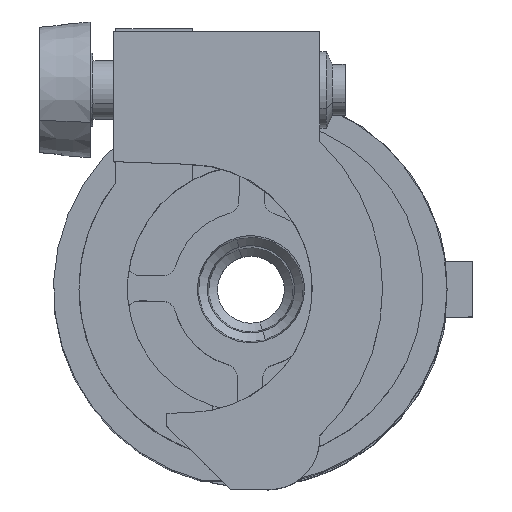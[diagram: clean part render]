
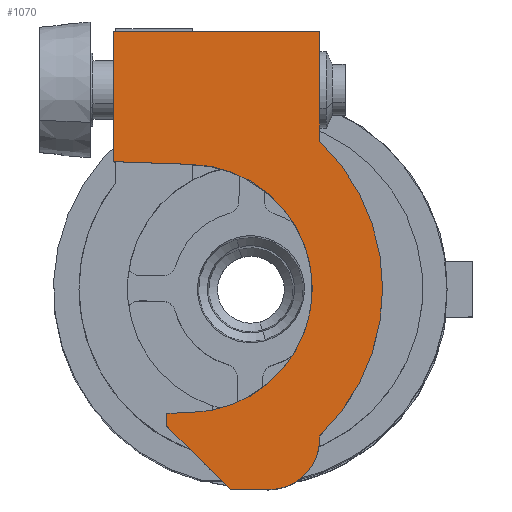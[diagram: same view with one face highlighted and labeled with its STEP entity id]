
A CAD part, top view. The second image highlights one B-rep face of the part: STEP entity #1070.
In plain terms, the highlighted planar face has unit normal (0, 0, 1).
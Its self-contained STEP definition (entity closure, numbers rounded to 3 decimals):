
#858=AXIS2_PLACEMENT_3D('Circle Axis2P3D',#856,#857,$) ;
#909=AXIS2_PLACEMENT_3D('Circle Axis2P3D',#907,#908,$) ;
#1025=AXIS2_PLACEMENT_3D('Plane Axis2P3D',#1022,#1023,#1024) ;
#1048=AXIS2_PLACEMENT_3D('Circle Axis2P3D',#1046,#1047,$) ;
#575=CARTESIAN_POINT('Vertex',(7.5,0.,46.1)) ;
#578=CARTESIAN_POINT('Line Origine',(6.25,1.25,46.1)) ;
#582=CARTESIAN_POINT('Vertex',(5.,2.5,46.1)) ;
#676=CARTESIAN_POINT('Vertex',(2.9,18.,46.1)) ;
#679=CARTESIAN_POINT('Line Origine',(6.95,18.,46.1)) ;
#683=CARTESIAN_POINT('Vertex',(11.,18.,46.1)) ;
#714=CARTESIAN_POINT('Line Origine',(11.,15.841,46.1)) ;
#718=CARTESIAN_POINT('Vertex',(11.,13.683,46.1)) ;
#825=CARTESIAN_POINT('Vertex',(11.,2.117,46.1)) ;
#828=CARTESIAN_POINT('Line Origine',(11.,2.059,46.1)) ;
#832=CARTESIAN_POINT('Vertex',(11.,2.,46.1)) ;
#856=CARTESIAN_POINT('Axis2P3D Location',(9.,2.,46.1)) ;
#860=CARTESIAN_POINT('Vertex',(9.,0.,46.1)) ;
#880=CARTESIAN_POINT('Line Origine',(8.25,0.,46.1)) ;
#904=CARTESIAN_POINT('Vertex',(5.9,3.027,46.1)) ;
#907=CARTESIAN_POINT('Axis2P3D Location',(5.838,7.9,46.1)) ;
#911=CARTESIAN_POINT('Vertex',(5.9,12.773,46.1)) ;
#1022=CARTESIAN_POINT('Axis2P3D Location',(2.9,0.,46.1)) ;
#1027=CARTESIAN_POINT('Line Origine',(4.4,12.826,46.1)) ;
#1031=CARTESIAN_POINT('Vertex',(2.9,12.878,46.1)) ;
#1034=CARTESIAN_POINT('Line Origine',(5.45,3.011,46.1)) ;
#1038=CARTESIAN_POINT('Vertex',(5.,2.995,46.1)) ;
#1041=CARTESIAN_POINT('Line Origine',(5.,2.748,46.1)) ;
#1046=CARTESIAN_POINT('Axis2P3D Location',(5.472,7.9,46.1)) ;
#1051=CARTESIAN_POINT('Line Origine',(2.9,15.439,46.1)) ;
#579=DIRECTION('Vector Direction',(-0.707,0.707,0.)) ;
#680=DIRECTION('Vector Direction',(-1.,0.,0.)) ;
#715=DIRECTION('Vector Direction',(0.,1.,0.)) ;
#829=DIRECTION('Vector Direction',(0.,1.,0.)) ;
#857=DIRECTION('Axis2P3D Direction',(0.,0.,-1.)) ;
#881=DIRECTION('Vector Direction',(1.,0.,0.)) ;
#908=DIRECTION('Axis2P3D Direction',(0.,0.,1.)) ;
#1023=DIRECTION('Axis2P3D Direction',(0.,0.,-1.)) ;
#1024=DIRECTION('Axis2P3D XDirection',(0.,1.,0.)) ;
#1028=DIRECTION('Vector Direction',(0.999,-0.035,0.)) ;
#1035=DIRECTION('Vector Direction',(0.999,0.035,0.)) ;
#1042=DIRECTION('Vector Direction',(0.,-1.,0.)) ;
#1047=DIRECTION('Axis2P3D Direction',(0.,0.,-1.)) ;
#1052=DIRECTION('Vector Direction',(0.,-1.,0.)) ;
#580=VECTOR('Line Direction',#579,1.) ;
#681=VECTOR('Line Direction',#680,1.) ;
#716=VECTOR('Line Direction',#715,1.) ;
#830=VECTOR('Line Direction',#829,1.) ;
#882=VECTOR('Line Direction',#881,1.) ;
#1029=VECTOR('Line Direction',#1028,1.) ;
#1036=VECTOR('Line Direction',#1035,1.) ;
#1043=VECTOR('Line Direction',#1042,1.) ;
#1053=VECTOR('Line Direction',#1052,1.) ;
#1057=ORIENTED_EDGE('',*,*,#1033,.T.) ;
#1058=ORIENTED_EDGE('',*,*,#913,.T.) ;
#1059=ORIENTED_EDGE('',*,*,#1040,.F.) ;
#1060=ORIENTED_EDGE('',*,*,#1045,.F.) ;
#1061=ORIENTED_EDGE('',*,*,#584,.F.) ;
#1062=ORIENTED_EDGE('',*,*,#884,.F.) ;
#1063=ORIENTED_EDGE('',*,*,#862,.F.) ;
#1064=ORIENTED_EDGE('',*,*,#834,.F.) ;
#1065=ORIENTED_EDGE('',*,*,#1050,.F.) ;
#1066=ORIENTED_EDGE('',*,*,#720,.F.) ;
#1067=ORIENTED_EDGE('',*,*,#685,.F.) ;
#1068=ORIENTED_EDGE('',*,*,#1055,.F.) ;
#1070=ADVANCED_FACE('Hauptk\X2\00F6\X0\rper',(#1069),#1026,.F.) ;
#859=CIRCLE('generated circle',#858,2.) ;
#910=CIRCLE('generated circle',#909,4.874) ;
#1049=CIRCLE('generated circle',#1048,8.) ;
#584=EDGE_CURVE('',#576,#583,#581,.T.) ;
#685=EDGE_CURVE('',#677,#684,#682,.F.) ;
#720=EDGE_CURVE('',#684,#719,#717,.F.) ;
#834=EDGE_CURVE('',#826,#833,#831,.F.) ;
#862=EDGE_CURVE('',#833,#861,#859,.T.) ;
#884=EDGE_CURVE('',#861,#576,#883,.F.) ;
#913=EDGE_CURVE('',#912,#905,#910,.F.) ;
#1033=EDGE_CURVE('',#1032,#912,#1030,.T.) ;
#1040=EDGE_CURVE('',#1039,#905,#1037,.T.) ;
#1045=EDGE_CURVE('',#583,#1039,#1044,.F.) ;
#1050=EDGE_CURVE('',#719,#826,#1049,.T.) ;
#1055=EDGE_CURVE('',#1032,#677,#1054,.F.) ;
#1056=EDGE_LOOP('',(#1057,#1058,#1059,#1060,#1061,#1062,#1063,#1064,#1065,#1066,#1067,#1068)) ;
#1069=FACE_OUTER_BOUND('',#1056,.T.) ;
#581=LINE('Line',#578,#580) ;
#682=LINE('Line',#679,#681) ;
#717=LINE('Line',#714,#716) ;
#831=LINE('Line',#828,#830) ;
#883=LINE('Line',#880,#882) ;
#1030=LINE('Line',#1027,#1029) ;
#1037=LINE('Line',#1034,#1036) ;
#1044=LINE('Line',#1041,#1043) ;
#1054=LINE('Line',#1051,#1053) ;
#1026=PLANE('',#1025) ;
#576=VERTEX_POINT('',#575) ;
#583=VERTEX_POINT('',#582) ;
#677=VERTEX_POINT('',#676) ;
#684=VERTEX_POINT('',#683) ;
#719=VERTEX_POINT('',#718) ;
#826=VERTEX_POINT('',#825) ;
#833=VERTEX_POINT('',#832) ;
#861=VERTEX_POINT('',#860) ;
#905=VERTEX_POINT('',#904) ;
#912=VERTEX_POINT('',#911) ;
#1032=VERTEX_POINT('',#1031) ;
#1039=VERTEX_POINT('',#1038) ;
